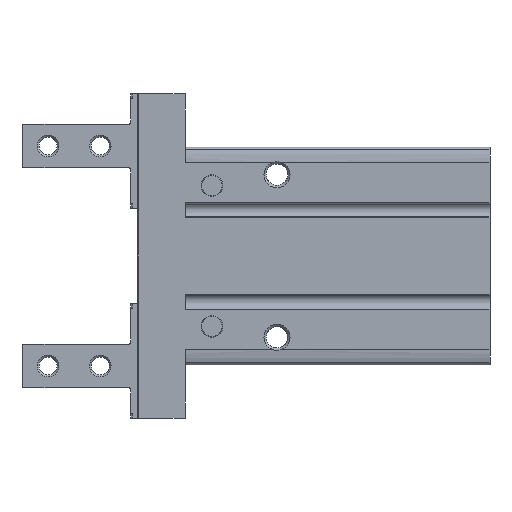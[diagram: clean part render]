
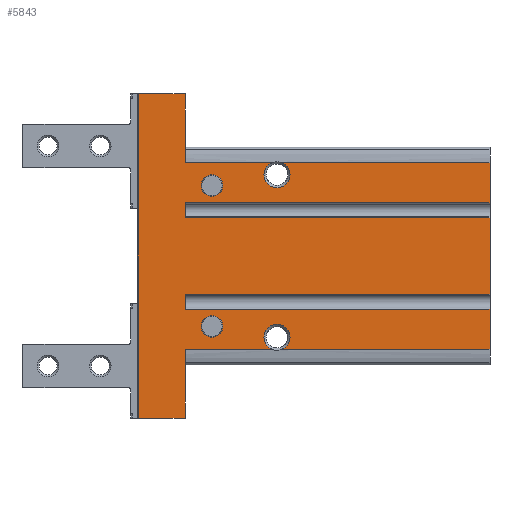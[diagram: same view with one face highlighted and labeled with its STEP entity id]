
A CAD part, left-side view. The second image highlights one B-rep face of the part: STEP entity #5843.
In plain terms, the highlighted face is planar.
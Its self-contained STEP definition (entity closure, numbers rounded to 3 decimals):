
#73=PLANE('',#6319);
#302=LINE('',#8900,#806);
#338=LINE('',#9054,#842);
#343=LINE('',#9078,#847);
#376=LINE('',#9221,#880);
#378=LINE('',#9226,#882);
#379=LINE('',#9234,#883);
#381=LINE('',#9239,#885);
#385=LINE('',#9253,#889);
#386=LINE('',#9255,#890);
#387=LINE('',#9257,#891);
#388=LINE('',#9258,#892);
#389=LINE('',#9260,#893);
#390=LINE('',#9262,#894);
#391=LINE('',#9264,#895);
#392=LINE('',#9266,#896);
#393=LINE('',#9268,#897);
#394=LINE('',#9270,#898);
#395=LINE('',#9272,#899);
#806=VECTOR('',#6976,1000.);
#842=VECTOR('',#7096,1000.);
#847=VECTOR('',#7115,1000.);
#880=VECTOR('',#7210,1000.);
#882=VECTOR('',#7214,1000.);
#883=VECTOR('',#7217,1000.);
#885=VECTOR('',#7221,1000.);
#889=VECTOR('',#7237,1000.);
#890=VECTOR('',#7238,1000.);
#891=VECTOR('',#7239,1000.);
#892=VECTOR('',#7240,1000.);
#893=VECTOR('',#7241,1000.);
#894=VECTOR('',#7242,1000.);
#895=VECTOR('',#7245,1000.);
#896=VECTOR('',#7246,1000.);
#897=VECTOR('',#7247,1000.);
#898=VECTOR('',#7248,1000.);
#899=VECTOR('',#7249,1000.);
#1546=ORIENTED_EDGE('',*,*,#2995,.F.);
#1547=ORIENTED_EDGE('',*,*,#2999,.F.);
#1548=ORIENTED_EDGE('',*,*,#3056,.T.);
#1549=ORIENTED_EDGE('',*,*,#3223,.F.);
#1550=ORIENTED_EDGE('',*,*,#3224,.T.);
#1551=ORIENTED_EDGE('',*,*,#3225,.T.);
#1552=ORIENTED_EDGE('',*,*,#3146,.T.);
#1553=ORIENTED_EDGE('',*,*,#3226,.F.);
#1554=ORIENTED_EDGE('',*,*,#3227,.T.);
#1555=ORIENTED_EDGE('',*,*,#3228,.T.);
#1556=ORIENTED_EDGE('',*,*,#3134,.T.);
#1557=ORIENTED_EDGE('',*,*,#3213,.F.);
#1558=ORIENTED_EDGE('',*,*,#3229,.F.);
#1559=ORIENTED_EDGE('',*,*,#3216,.F.);
#1560=ORIENTED_EDGE('',*,*,#3230,.F.);
#1561=ORIENTED_EDGE('',*,*,#3231,.F.);
#1562=ORIENTED_EDGE('',*,*,#3232,.T.);
#1563=ORIENTED_EDGE('',*,*,#3233,.T.);
#1564=ORIENTED_EDGE('',*,*,#3234,.F.);
#1565=ORIENTED_EDGE('',*,*,#3208,.T.);
#1566=ORIENTED_EDGE('',*,*,#3235,.F.);
#1567=ORIENTED_EDGE('',*,*,#3211,.T.);
#2995=EDGE_CURVE('',#3851,#3851,#4447,.T.);
#2999=EDGE_CURVE('',#3855,#3855,#4451,.T.);
#3056=EDGE_CURVE('',#3905,#3904,#302,.T.);
#3134=EDGE_CURVE('',#3981,#3980,#338,.T.);
#3146=EDGE_CURVE('',#3993,#3992,#343,.T.);
#3208=EDGE_CURVE('',#4044,#4042,#376,.T.);
#3211=EDGE_CURVE('',#4043,#3905,#378,.T.);
#3213=EDGE_CURVE('',#4046,#3980,#379,.T.);
#3216=EDGE_CURVE('',#4049,#4047,#381,.T.);
#3223=EDGE_CURVE('',#4054,#3904,#385,.T.);
#3224=EDGE_CURVE('',#4054,#4055,#386,.T.);
#3225=EDGE_CURVE('',#4055,#3993,#387,.T.);
#3226=EDGE_CURVE('',#4056,#3992,#388,.T.);
#3227=EDGE_CURVE('',#4056,#4057,#389,.T.);
#3228=EDGE_CURVE('',#4057,#3981,#390,.T.);
#3229=EDGE_CURVE('',#4047,#4046,#4543,.T.);
#3230=EDGE_CURVE('',#4058,#4049,#391,.T.);
#3231=EDGE_CURVE('',#4059,#4058,#392,.T.);
#3232=EDGE_CURVE('',#4059,#4060,#393,.T.);
#3233=EDGE_CURVE('',#4060,#4061,#394,.T.);
#3234=EDGE_CURVE('',#4044,#4061,#395,.T.);
#3235=EDGE_CURVE('',#4043,#4042,#4544,.F.);
#3851=VERTEX_POINT('',#8731);
#3855=VERTEX_POINT('',#8741);
#3904=VERTEX_POINT('',#8899);
#3905=VERTEX_POINT('',#8901);
#3980=VERTEX_POINT('',#9053);
#3981=VERTEX_POINT('',#9055);
#3992=VERTEX_POINT('',#9077);
#3993=VERTEX_POINT('',#9079);
#4042=VERTEX_POINT('',#9219);
#4043=VERTEX_POINT('',#9220);
#4044=VERTEX_POINT('',#9222);
#4046=VERTEX_POINT('',#9232);
#4047=VERTEX_POINT('',#9233);
#4049=VERTEX_POINT('',#9238);
#4054=VERTEX_POINT('',#9254);
#4055=VERTEX_POINT('',#9256);
#4056=VERTEX_POINT('',#9259);
#4057=VERTEX_POINT('',#9261);
#4058=VERTEX_POINT('',#9265);
#4059=VERTEX_POINT('',#9267);
#4060=VERTEX_POINT('',#9269);
#4061=VERTEX_POINT('',#9271);
#4447=CIRCLE('',#6196,2.5);
#4451=CIRCLE('',#6202,2.5);
#4543=CIRCLE('',#6320,3.);
#4544=CIRCLE('',#6321,3.);
#4813=EDGE_LOOP('',(#1546));
#4814=EDGE_LOOP('',(#1547));
#4815=EDGE_LOOP('',(#1548,#1549,#1550,#1551,#1552,#1553,#1554,#1555,#1556,
#1557,#1558,#1559,#1560,#1561,#1562,#1563,#1564,#1565,#1566,#1567));
#5265=FACE_BOUND('',#4813,.T.);
#5266=FACE_BOUND('',#4814,.T.);
#5267=FACE_BOUND('',#4815,.T.);
#5843=ADVANCED_FACE('',(#5265,#5266,#5267),#73,.F.);
#6196=AXIS2_PLACEMENT_3D('',#8730,#6877,#6878);
#6202=AXIS2_PLACEMENT_3D('',#8740,#6889,#6890);
#6319=AXIS2_PLACEMENT_3D('',#9252,#7235,#7236);
#6320=AXIS2_PLACEMENT_3D('',#9263,#7243,#7244);
#6321=AXIS2_PLACEMENT_3D('',#9273,#7250,#7251);
#6877=DIRECTION('',(0.,0.,1.));
#6878=DIRECTION('',(1.,0.,0.));
#6889=DIRECTION('',(0.,0.,1.));
#6890=DIRECTION('',(1.,0.,0.));
#6976=DIRECTION('',(1.,0.,0.));
#7096=DIRECTION('',(1.,0.,0.));
#7115=DIRECTION('',(1.,0.,0.));
#7210=DIRECTION('',(0.,-1.,0.));
#7214=DIRECTION('',(0.,-1.,0.));
#7217=DIRECTION('',(0.,-1.,0.));
#7221=DIRECTION('',(0.,-1.,0.));
#7235=DIRECTION('',(0.,0.,-1.));
#7236=DIRECTION('',(-1.,0.,0.));
#7237=DIRECTION('',(0.,-1.,0.));
#7238=DIRECTION('',(1.,0.,0.));
#7239=DIRECTION('',(0.,-1.,0.));
#7240=DIRECTION('',(0.,-1.,0.));
#7241=DIRECTION('',(1.,0.,0.));
#7242=DIRECTION('',(0.,-1.,0.));
#7243=DIRECTION('',(0.,0.,1.));
#7244=DIRECTION('',(1.,0.,0.));
#7245=DIRECTION('',(-1.,0.,0.));
#7246=DIRECTION('',(0.,-1.,0.));
#7247=DIRECTION('',(-1.,0.,0.));
#7248=DIRECTION('',(0.,-1.,0.));
#7249=DIRECTION('',(-1.,0.,0.));
#7250=DIRECTION('',(0.,0.,-1.));
#7251=DIRECTION('',(-1.,0.,0.));
#8730=CARTESIAN_POINT('',(-16.2,63.96,16.5));
#8731=CARTESIAN_POINT('',(-13.7,63.96,16.5));
#8740=CARTESIAN_POINT('',(16.2,63.96,16.5));
#8741=CARTESIAN_POINT('',(18.7,63.96,16.5));
#8899=CARTESIAN_POINT('',(-12.2,0.,16.5));
#8900=CARTESIAN_POINT('',(-21.5,0.,16.5));
#8901=CARTESIAN_POINT('',(-21.5,0.,16.5));
#9053=CARTESIAN_POINT('',(21.5,0.,16.5));
#9054=CARTESIAN_POINT('',(-21.5,0.,16.5));
#9055=CARTESIAN_POINT('',(12.2,0.,16.5));
#9077=CARTESIAN_POINT('',(8.8,0.,16.5));
#9078=CARTESIAN_POINT('',(-21.5,0.,16.5));
#9079=CARTESIAN_POINT('',(-8.8,0.,16.5));
#9219=CARTESIAN_POINT('',(-21.5,50.077,16.5));
#9220=CARTESIAN_POINT('',(-21.5,47.923,16.5));
#9221=CARTESIAN_POINT('',(-21.5,70.1,16.5));
#9222=CARTESIAN_POINT('',(-21.5,70.1,16.5));
#9226=CARTESIAN_POINT('',(-21.5,70.1,16.5));
#9232=CARTESIAN_POINT('',(21.5,47.923,16.5));
#9233=CARTESIAN_POINT('',(21.5,50.077,16.5));
#9234=CARTESIAN_POINT('',(21.5,70.1,16.5));
#9238=CARTESIAN_POINT('',(21.5,70.1,16.5));
#9239=CARTESIAN_POINT('',(21.5,70.1,16.5));
#9252=CARTESIAN_POINT('',(-21.5,70.1,16.5));
#9253=CARTESIAN_POINT('',(-12.2,70.1,16.5));
#9254=CARTESIAN_POINT('',(-12.2,70.1,16.5));
#9255=CARTESIAN_POINT('',(-12.2,70.1,16.5));
#9256=CARTESIAN_POINT('',(-8.8,70.1,16.5));
#9257=CARTESIAN_POINT('',(-8.8,70.1,16.5));
#9258=CARTESIAN_POINT('',(8.8,70.1,16.5));
#9259=CARTESIAN_POINT('',(8.8,70.1,16.5));
#9260=CARTESIAN_POINT('',(8.8,70.1,16.5));
#9261=CARTESIAN_POINT('',(12.2,70.1,16.5));
#9262=CARTESIAN_POINT('',(12.2,70.1,16.5));
#9263=CARTESIAN_POINT('',(18.7,49.,16.5));
#9264=CARTESIAN_POINT('',(37.3,70.1,16.5));
#9265=CARTESIAN_POINT('',(37.3,70.1,16.5));
#9266=CARTESIAN_POINT('',(37.3,80.9,16.5));
#9267=CARTESIAN_POINT('',(37.3,80.9,16.5));
#9268=CARTESIAN_POINT('',(37.3,80.9,16.5));
#9269=CARTESIAN_POINT('',(-37.3,80.9,16.5));
#9270=CARTESIAN_POINT('',(-37.3,80.9,16.5));
#9271=CARTESIAN_POINT('',(-37.3,70.1,16.5));
#9272=CARTESIAN_POINT('',(37.3,70.1,16.5));
#9273=CARTESIAN_POINT('',(-18.7,49.,16.5));
